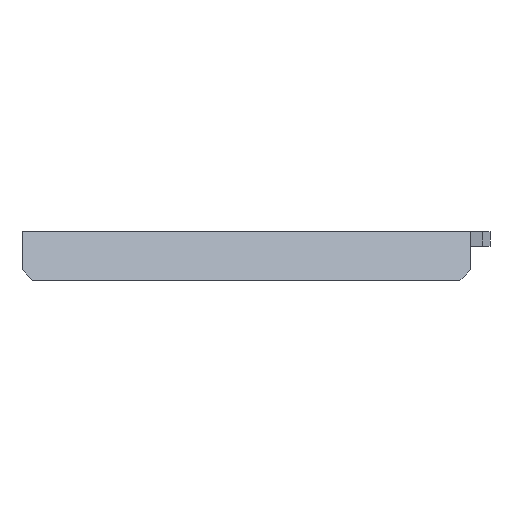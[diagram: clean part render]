
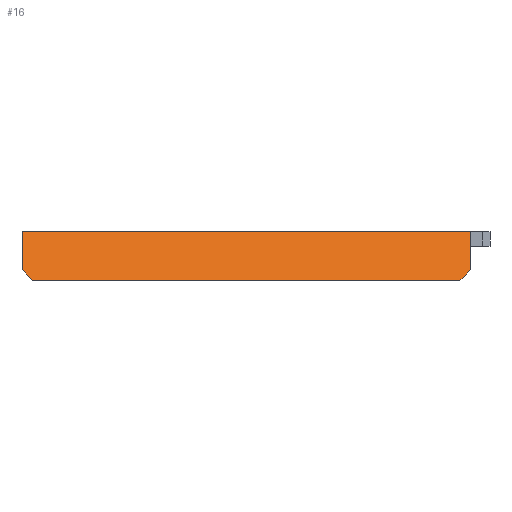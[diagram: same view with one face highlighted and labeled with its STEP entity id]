
A CAD part, front view. The second image highlights one B-rep face of the part: STEP entity #16.
In plain terms, the highlighted planar face has unit normal (0, -0.707, 0.707).
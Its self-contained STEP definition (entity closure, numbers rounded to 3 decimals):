
#16=ADVANCED_FACE('',(#235),#3049,.T.);
#235=FACE_OUTER_BOUND('',#427,.T.);
#427=EDGE_LOOP('',(#692,#693,#694,#695,#696,#697));
#692=ORIENTED_EDGE('',*,*,#1791,.T.);
#693=ORIENTED_EDGE('',*,*,#1637,.F.);
#694=ORIENTED_EDGE('',*,*,#1634,.F.);
#695=ORIENTED_EDGE('',*,*,#1636,.T.);
#696=ORIENTED_EDGE('',*,*,#1777,.T.);
#697=ORIENTED_EDGE('',*,*,#1786,.T.);
#1634=EDGE_CURVE('',#2636,#2637,#2183,.T.);
#1636=EDGE_CURVE('',#2636,#2730,#2185,.T.);
#1637=EDGE_CURVE('',#2637,#2739,#2186,.T.);
#1777=EDGE_CURVE('',#2730,#2731,#2302,.T.);
#1786=EDGE_CURVE('',#2731,#2738,#2311,.T.);
#1791=EDGE_CURVE('',#2738,#2739,#2316,.T.);
#2183=B_SPLINE_CURVE_WITH_KNOTS('',1,(#4787,#4788),.UNSPECIFIED.,.F.,.F.,
(2,2),(0.,92.),.UNSPECIFIED.);
#2185=B_SPLINE_CURVE_WITH_KNOTS('',1,(#4791,#4792),.UNSPECIFIED.,.F.,.F.,
(2,2),(85.142,96.205),.UNSPECIFIED.);
#2186=B_SPLINE_CURVE_WITH_KNOTS('',1,(#4793,#4794),.UNSPECIFIED.,.F.,.F.,
(2,2),(85.142,96.205),.UNSPECIFIED.);
#2302=B_SPLINE_CURVE_WITH_KNOTS('',3,(#5123,#5124,#5125,#5126),
 .UNSPECIFIED.,.F.,.F.,(4,4),(0.,3.772),.UNSPECIFIED.);
#2311=B_SPLINE_CURVE_WITH_KNOTS('',1,(#5147,#5148),.UNSPECIFIED.,.F.,.F.,
(2,2),(2.178,89.822),.UNSPECIFIED.);
#2316=B_SPLINE_CURVE_WITH_KNOTS('',3,(#5159,#5160,#5161,#5162),
 .UNSPECIFIED.,.F.,.F.,(4,4),(0.,3.772),.UNSPECIFIED.);
#2636=VERTEX_POINT('',#4453);
#2637=VERTEX_POINT('',#4454);
#2730=VERTEX_POINT('',#4547);
#2731=VERTEX_POINT('',#4548);
#2738=VERTEX_POINT('',#4555);
#2739=VERTEX_POINT('',#4556);
#3049=PLANE('',#3228);
#3228=AXIS2_PLACEMENT_3D('',#3416,#3322,$);
#3322=DIRECTION('',(0.,-0.707,0.707));
#3416=CARTESIAN_POINT('',(-71.,-16.,10.));
#4453=CARTESIAN_POINT('',(-71.,-16.,10.));
#4454=CARTESIAN_POINT('',(21.,-16.,10.));
#4547=CARTESIAN_POINT('',(-71.,-23.822,2.178));
#4548=CARTESIAN_POINT('',(-68.822,-26.,0.));
#4555=CARTESIAN_POINT('',(18.822,-26.,0.));
#4556=CARTESIAN_POINT('',(21.,-23.822,2.178));
#4787=CARTESIAN_POINT('',(-71.,-16.,10.));
#4788=CARTESIAN_POINT('',(21.,-16.,10.));
#4791=CARTESIAN_POINT('',(-71.,-16.,10.));
#4792=CARTESIAN_POINT('',(-71.,-23.822,2.178));
#4793=CARTESIAN_POINT('',(21.,-16.,10.));
#4794=CARTESIAN_POINT('',(21.,-23.822,2.178));
#5123=CARTESIAN_POINT('',(-71.,-23.822,2.178));
#5124=CARTESIAN_POINT('',(-70.274,-24.548,1.452));
#5125=CARTESIAN_POINT('',(-69.548,-25.274,0.726));
#5126=CARTESIAN_POINT('',(-68.822,-26.,0.));
#5147=CARTESIAN_POINT('',(-68.822,-26.,0.));
#5148=CARTESIAN_POINT('',(18.822,-26.,0.));
#5159=CARTESIAN_POINT('',(18.822,-26.,0.));
#5160=CARTESIAN_POINT('',(19.548,-25.274,0.726));
#5161=CARTESIAN_POINT('',(20.274,-24.548,1.452));
#5162=CARTESIAN_POINT('',(21.,-23.822,2.178));
